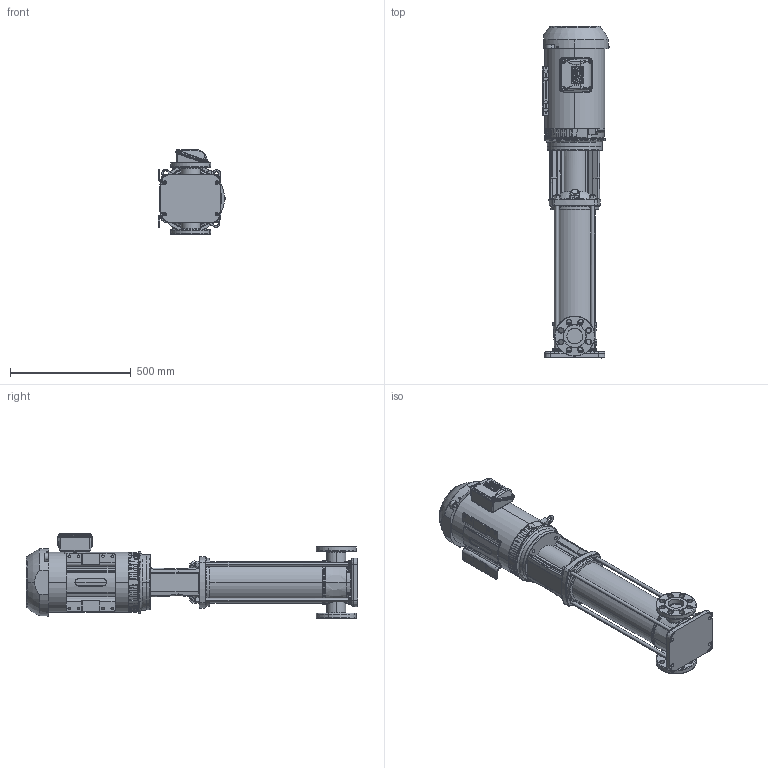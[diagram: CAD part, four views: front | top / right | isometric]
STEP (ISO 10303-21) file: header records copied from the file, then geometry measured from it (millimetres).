
FILE_DESCRIPTION (( 'STEP AP203' ), '1' );
FILE_NAME ('3350068 - MVI-50-16-15 HP-254TC-304-E-575~3.step', '2022-03-30T22:09:10', ( '' ), ( '' ), 'SwSTEP 2.0', 'SolidWorks 2021', '' );
FILE_SCHEMA (( 'CONFIG_CONTROL_DESIGN' ));
Length unit declared in the file: inch
Products named in the file (5): 2700101 - NEMA V2 15 HP 254_6TC 575~3 TEFC W; sbi_n_10-16_flange(NEMA); 3350068 - MVI-50-16-15 HP-254TC-304-E-575~3; MVI PEO - [304-EPDM]_3304068 - MVI-50-16-15 HP-254TC-304-E-S; TEFC MOTOR_2700101 - NEMA V2 15 HP 254_6TC 575~3 TEFC W
Assembly tree (4 placements, depth 3):
  3350068 - MVI-50-16-15 HP-254TC-304-E-575~3
    MVI PEO - [304-EPDM]_3304068 - MVI-50-16-15 HP-254TC-304-E-S
      sbi_n_10-16_flange(NEMA)
    TEFC MOTOR_2700101 - NEMA V2 15 HP 254_6TC 575~3 TEFC W
      2700101 - NEMA V2 15 HP 254_6TC 575~3 TEFC W
Bounding box: 276.99 x 1372 x 352.52 mm (x, y, z)
Volume: 46872162.8 mm3; surface area: 2056598.9 mm2
Topology: 23 solids, 39 shells, 4353 faces, 11528 edges, 7503 vertices
Faces by surface type: plane 1969, cylinder 1584, bspline 486, cone 198, torus 110, sphere 6
Entity records: 184351 total; most frequent: CARTESIAN_POINT 79949, ORIENTED_EDGE 22992, DIRECTION 19928, EDGE_CURVE 11496, VERTEX_POINT 7501, AXIS2_PLACEMENT_3D 7078, VECTOR 5772, LINE 5772
